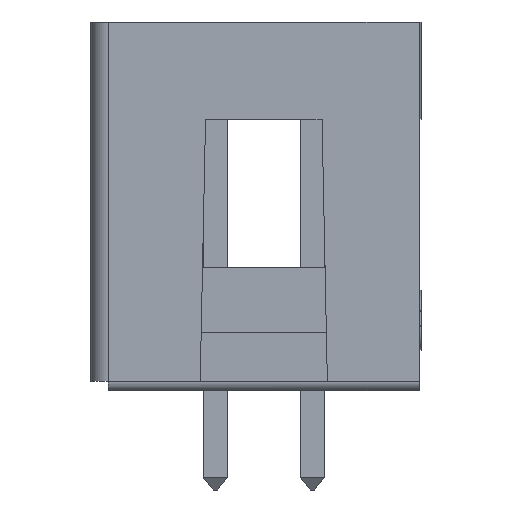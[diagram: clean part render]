
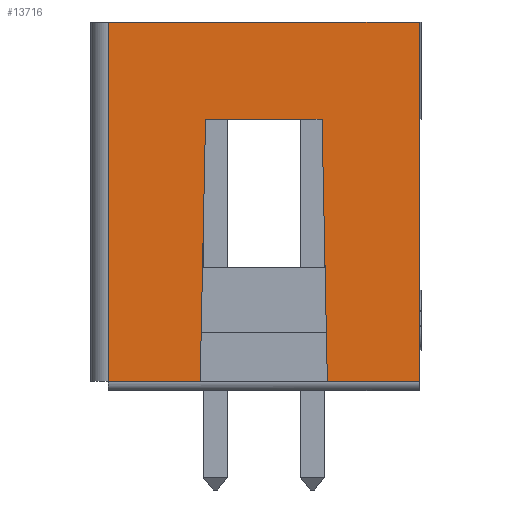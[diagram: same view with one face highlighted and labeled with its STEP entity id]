
A CAD part, left-side view. The second image highlights one B-rep face of the part: STEP entity #13716.
In plain terms, the highlighted planar face has unit normal (-1, 0, 0).
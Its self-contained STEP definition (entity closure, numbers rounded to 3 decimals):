
#11461=CARTESIAN_POINT('',(-13.818,4.064,9.652));
#11462=VERTEX_POINT('',#11461);
#11463=CARTESIAN_POINT('',(-13.818,4.064,0.254));
#11464=VERTEX_POINT('',#11463);
#11465=CARTESIAN_POINT('',(-13.818,4.064,9.652));
#11466=CARTESIAN_POINT('',(-13.818,4.064,6.519));
#11467=CARTESIAN_POINT('',(-13.818,4.064,3.387));
#11468=CARTESIAN_POINT('',(-13.818,4.064,0.254));
#11469=QUASI_UNIFORM_CURVE('',3,(#11465,#11466,#11467,#11468),.UNSPECIFIED.,.F.,.U.);
#11470=EDGE_CURVE('',#11462,#11464,#11469,.T.);
#11512=CARTESIAN_POINT('',(-13.818,-4.064,9.652));
#11513=VERTEX_POINT('',#11512);
#11521=CARTESIAN_POINT('',(-13.818,-4.064,0.254));
#11522=VERTEX_POINT('',#11521);
#11523=CARTESIAN_POINT('',(-13.818,-4.064,0.254));
#11524=CARTESIAN_POINT('',(-13.818,-4.064,3.387));
#11525=CARTESIAN_POINT('',(-13.818,-4.064,6.519));
#11526=CARTESIAN_POINT('',(-13.818,-4.064,9.652));
#11527=QUASI_UNIFORM_CURVE('',3,(#11523,#11524,#11525,#11526),.UNSPECIFIED.,.F.,.U.);
#11528=EDGE_CURVE('',#11522,#11513,#11527,.T.);
#13638=CARTESIAN_POINT('',(-13.818,-1.524,7.112));
#13639=VERTEX_POINT('',#13638);
#13647=CARTESIAN_POINT('',(-13.818,1.524,7.112));
#13648=VERTEX_POINT('',#13647);
#13649=CARTESIAN_POINT('',(-13.818,1.524,7.112));
#13650=CARTESIAN_POINT('',(-13.818,0.508,7.112));
#13651=CARTESIAN_POINT('',(-13.818,-0.508,7.112));
#13652=CARTESIAN_POINT('',(-13.818,-1.524,7.112));
#13653=QUASI_UNIFORM_CURVE('',3,(#13649,#13650,#13651,#13652),.UNSPECIFIED.,.F.,.U.);
#13654=EDGE_CURVE('',#13648,#13639,#13653,.T.);
#13667=CARTESIAN_POINT('',(-13.818,4.47,-0.216));
#13668=DIRECTION('',(-1.0,0.0,0.0));
#13669=DIRECTION('',(0.0,0.0,-1.0));
#13670=AXIS2_PLACEMENT_3D('',#13667,#13668,#13669);
#13671=PLANE('',#13670);
#13672=ORIENTED_EDGE('',*,*,#11470,.T.);
#13673=CARTESIAN_POINT('',(-13.818,1.664,0.254));
#13674=VERTEX_POINT('',#13673);
#13675=CARTESIAN_POINT('',(-13.818,1.664,0.254));
#13676=CARTESIAN_POINT('',(-13.818,2.464,0.254));
#13677=CARTESIAN_POINT('',(-13.818,3.264,0.254));
#13678=CARTESIAN_POINT('',(-13.818,4.064,0.254));
#13679=QUASI_UNIFORM_CURVE('',3,(#13675,#13676,#13677,#13678),.UNSPECIFIED.,.F.,.U.);
#13680=EDGE_CURVE('',#13674,#11464,#13679,.T.);
#13681=ORIENTED_EDGE('',*,*,#13680,.F.);
#13682=CARTESIAN_POINT('',(-13.818,1.524,7.112));
#13683=CARTESIAN_POINT('',(-13.818,1.571,4.826));
#13684=CARTESIAN_POINT('',(-13.818,1.617,2.54));
#13685=CARTESIAN_POINT('',(-13.818,1.664,0.254));
#13686=QUASI_UNIFORM_CURVE('',3,(#13682,#13683,#13684,#13685),.UNSPECIFIED.,.F.,.U.);
#13687=EDGE_CURVE('',#13648,#13674,#13686,.T.);
#13688=ORIENTED_EDGE('',*,*,#13687,.F.);
#13689=ORIENTED_EDGE('',*,*,#13654,.T.);
#13690=CARTESIAN_POINT('',(-13.818,-1.664,0.254));
#13691=VERTEX_POINT('',#13690);
#13692=CARTESIAN_POINT('',(-13.818,-1.664,0.254));
#13693=CARTESIAN_POINT('',(-13.818,-1.617,2.54));
#13694=CARTESIAN_POINT('',(-13.818,-1.571,4.826));
#13695=CARTESIAN_POINT('',(-13.818,-1.524,7.112));
#13696=QUASI_UNIFORM_CURVE('',3,(#13692,#13693,#13694,#13695),.UNSPECIFIED.,.F.,.U.);
#13697=EDGE_CURVE('',#13691,#13639,#13696,.T.);
#13698=ORIENTED_EDGE('',*,*,#13697,.F.);
#13699=CARTESIAN_POINT('',(-13.818,-4.064,0.254));
#13700=CARTESIAN_POINT('',(-13.818,-3.264,0.254));
#13701=CARTESIAN_POINT('',(-13.818,-2.464,0.254));
#13702=CARTESIAN_POINT('',(-13.818,-1.664,0.254));
#13703=QUASI_UNIFORM_CURVE('',3,(#13699,#13700,#13701,#13702),.UNSPECIFIED.,.F.,.U.);
#13704=EDGE_CURVE('',#11522,#13691,#13703,.T.);
#13705=ORIENTED_EDGE('',*,*,#13704,.F.);
#13706=ORIENTED_EDGE('',*,*,#11528,.T.);
#13707=CARTESIAN_POINT('',(-13.818,4.064,9.652));
#13708=CARTESIAN_POINT('',(-13.818,1.355,9.652));
#13709=CARTESIAN_POINT('',(-13.818,-1.355,9.652));
#13710=CARTESIAN_POINT('',(-13.818,-4.064,9.652));
#13711=QUASI_UNIFORM_CURVE('',3,(#13707,#13708,#13709,#13710),.UNSPECIFIED.,.F.,.U.);
#13712=EDGE_CURVE('',#11462,#11513,#13711,.T.);
#13713=ORIENTED_EDGE('',*,*,#13712,.F.);
#13714=EDGE_LOOP('',(#13672,#13681,#13688,#13689,#13698,#13705,#13706,#13713));
#13715=FACE_OUTER_BOUND('',#13714,.T.);
#13716=ADVANCED_FACE('',(#13715),#13671,.T.);
